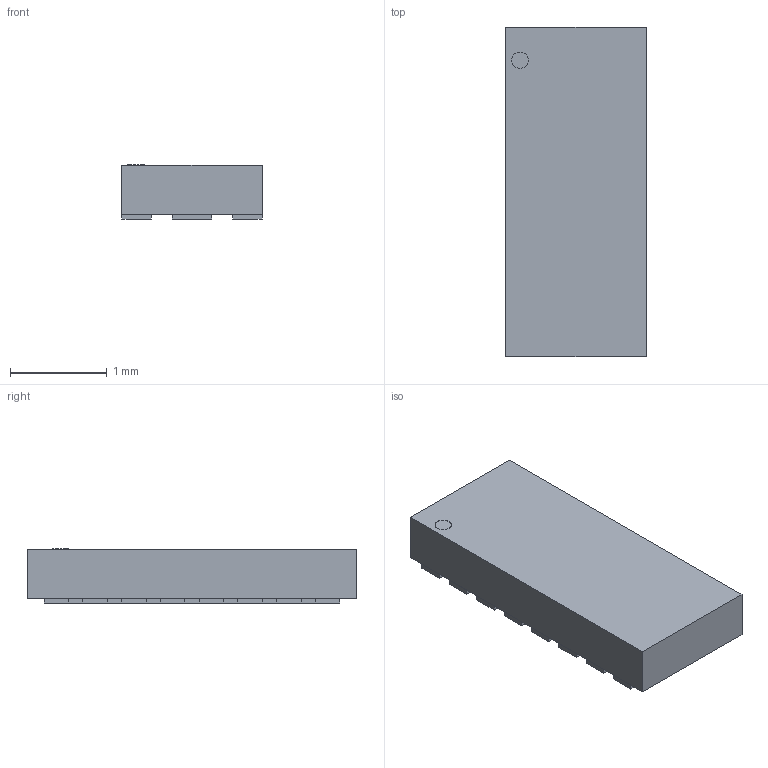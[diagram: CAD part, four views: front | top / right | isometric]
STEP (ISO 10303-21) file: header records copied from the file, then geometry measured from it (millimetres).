
FILE_DESCRIPTION(('STEP AP214'),'1');
FILE_NAME('QFN16_SOT1168-1','2019-04-05T13:24:01',(''),(''),'','','');
FILE_SCHEMA(('AUTOMOTIVE_DESIGN'));
Length unit declared in the file: millimetre
Products named in the file (1): product
Bounding box: 1.45 x 3.4 x 0.56 mm (x, y, z)
Volume: 0 mm3; surface area: 20.8 mm2
Topology: 1 solids, 109 shells, 111 faces, 435 edges, 434 vertices
Faces by surface type: plane 110, cylinder 1
Full cylindrical faces by diameter (mm): 0.17 x1
Entity records: 4972 total; most frequent: CARTESIAN_POINT 981, VERTEX_POINT 866, DIRECTION 662, ORIENTED_EDGE 436, EDGE_CURVE 434, LINE 432, VECTOR 432, AXIS2_PLACEMENT_3D 115
